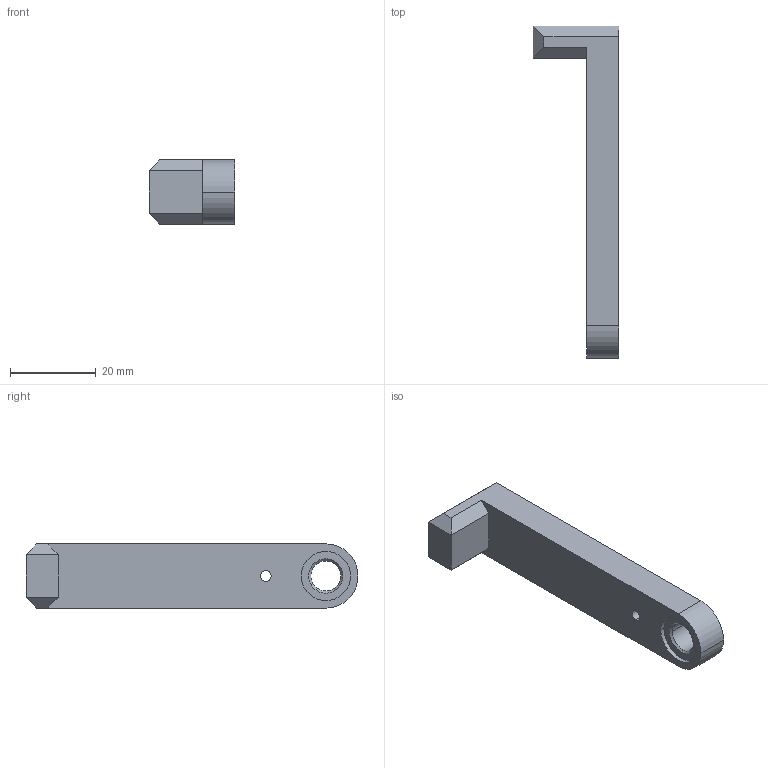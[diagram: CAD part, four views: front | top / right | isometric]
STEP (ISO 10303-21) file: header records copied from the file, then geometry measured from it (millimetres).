
FILE_DESCRIPTION (( 'STEP AP214' ), '1' );
FILE_NAME ('PAN_V1_USI_009_Loquet.STEP', '2022-02-22T16:29:39', ( '' ), ( '' ), 'SwSTEP 2.0', 'SolidWorks 2021', '' );
FILE_SCHEMA (( 'AUTOMOTIVE_DESIGN' ));
Length unit declared in the file: millimetre
Products named in the file (1): PAN_V1_USI_009_Loquet
Bounding box: 20 x 77.5 x 15 mm (x, y, z)
Volume: 9285.5 mm3; surface area: 4196.9 mm2
Topology: 1 solids, 1 shells, 29 faces, 71 edges, 46 vertices
Faces by surface type: plane 15, cylinder 10, cone 4
Entity records: 925 total; most frequent: DIRECTION 159, CARTESIAN_POINT 147, ORIENTED_EDGE 142, EDGE_CURVE 71, AXIS2_PLACEMENT_3D 58, VERTEX_POINT 46, VECTOR 43, LINE 43
